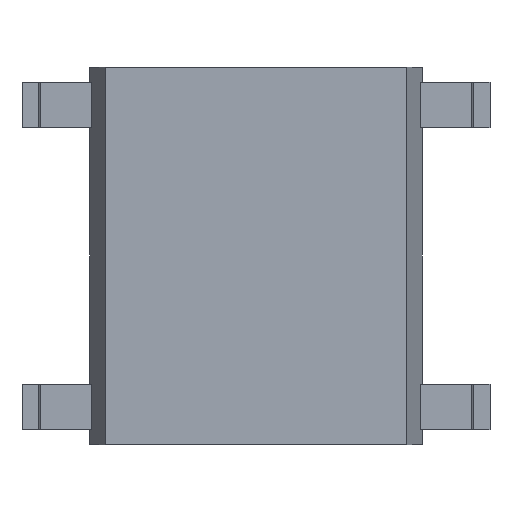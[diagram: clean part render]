
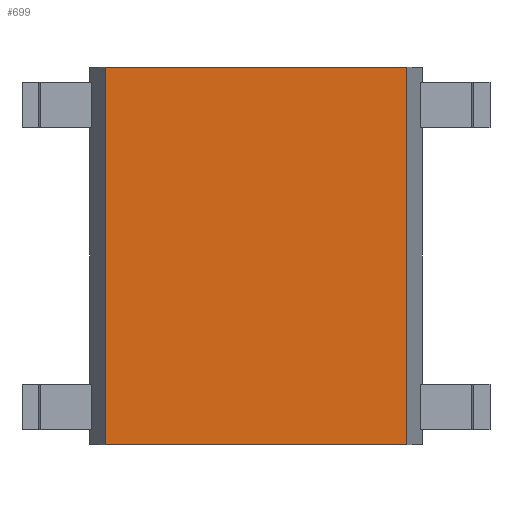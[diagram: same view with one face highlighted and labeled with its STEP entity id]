
A CAD part, top view. The second image highlights one B-rep face of the part: STEP entity #699.
In plain terms, the highlighted planar face has unit normal (0, 0, 1).
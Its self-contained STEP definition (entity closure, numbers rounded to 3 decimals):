
#387 = VERTEX_POINT('',#388);
#388 = CARTESIAN_POINT('',(-2.,2.5,1.6));
#394 = EDGE_CURVE('',#387,#395,#397,.T.);
#395 = VERTEX_POINT('',#396);
#396 = CARTESIAN_POINT('',(-2.,-2.5,1.6));
#397 = LINE('',#398,#399);
#398 = CARTESIAN_POINT('',(-2.,2.5,1.6));
#399 = VECTOR('',#400,1.);
#400 = DIRECTION('',(0.,-1.,0.));
#461 = VERTEX_POINT('',#462);
#462 = CARTESIAN_POINT('',(2.,2.5,1.6));
#468 = EDGE_CURVE('',#461,#387,#469,.T.);
#469 = LINE('',#470,#471);
#470 = CARTESIAN_POINT('',(2.,2.5,1.6));
#471 = VECTOR('',#472,1.);
#472 = DIRECTION('',(-1.,0.,0.));
#518 = VERTEX_POINT('',#519);
#519 = CARTESIAN_POINT('',(2.,-2.5,1.6));
#525 = EDGE_CURVE('',#518,#395,#526,.T.);
#526 = LINE('',#527,#528);
#527 = CARTESIAN_POINT('',(2.,-2.5,1.6));
#528 = VECTOR('',#529,1.);
#529 = DIRECTION('',(-1.,0.,0.));
#699 = ADVANCED_FACE('',(#700),#711,.F.);
#700 = FACE_BOUND('',#701,.F.);
#701 = EDGE_LOOP('',(#702,#708,#709,#710));
#702 = ORIENTED_EDGE('',*,*,#703,.T.);
#703 = EDGE_CURVE('',#461,#518,#704,.T.);
#704 = LINE('',#705,#706);
#705 = CARTESIAN_POINT('',(2.,2.5,1.6));
#706 = VECTOR('',#707,1.);
#707 = DIRECTION('',(0.,-1.,0.));
#708 = ORIENTED_EDGE('',*,*,#525,.T.);
#709 = ORIENTED_EDGE('',*,*,#394,.F.);
#710 = ORIENTED_EDGE('',*,*,#468,.F.);
#711 = PLANE('',#712);
#712 = AXIS2_PLACEMENT_3D('',#713,#714,#715);
#713 = CARTESIAN_POINT('',(2.,2.5,1.6));
#714 = DIRECTION('',(0.,0.,-1.));
#715 = DIRECTION('',(-1.,0.,0.));
